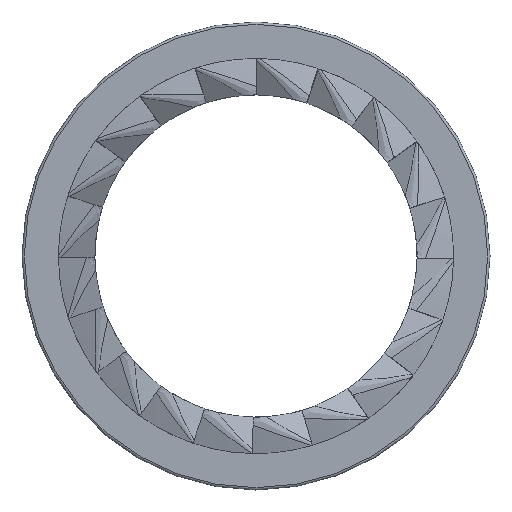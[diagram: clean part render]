
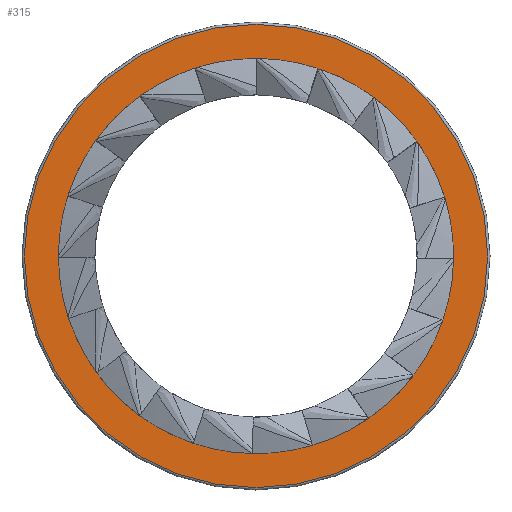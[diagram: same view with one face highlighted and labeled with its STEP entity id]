
A CAD part, left-side view. The second image highlights one B-rep face of the part: STEP entity #315.
In plain terms, the highlighted face is planar.
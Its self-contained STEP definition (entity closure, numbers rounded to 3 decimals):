
#137=PLANE('',#363);
#149=FACE_BOUND('',#174,.T.);
#155=FACE_OUTER_BOUND('',#173,.T.);
#173=EDGE_LOOP('',(#255));
#174=EDGE_LOOP('',(#256));
#192=CIRCLE('',#360,29.7);
#194=CIRCLE('',#364,25.325);
#200=VERTEX_POINT('',#531);
#202=VERTEX_POINT('',#537);
#222=EDGE_CURVE('',#200,#200,#192,.T.);
#224=EDGE_CURVE('',#202,#202,#194,.T.);
#255=ORIENTED_EDGE('',*,*,#222,.F.);
#256=ORIENTED_EDGE('',*,*,#224,.T.);
#315=ADVANCED_FACE('',(#155,#149),#137,.F.);
#360=AXIS2_PLACEMENT_3D('',#532,#418,#419);
#363=AXIS2_PLACEMENT_3D('',#536,#424,#425);
#364=AXIS2_PLACEMENT_3D('',#538,#426,#427);
#418=DIRECTION('center_axis',(0.,0.,1.));
#419=DIRECTION('ref_axis',(-1.,0.,0.));
#424=DIRECTION('center_axis',(0.,0.,1.));
#425=DIRECTION('ref_axis',(1.,0.,0.));
#426=DIRECTION('center_axis',(0.,0.,1.));
#427=DIRECTION('ref_axis',(-1.,0.,0.));
#531=CARTESIAN_POINT('',(29.7,0.,0.));
#532=CARTESIAN_POINT('Origin',(0.,0.,0.));
#536=CARTESIAN_POINT('Origin',(0.,0.,
0.));
#537=CARTESIAN_POINT('',(25.325,0.,0.));
#538=CARTESIAN_POINT('Origin',(0.,0.,0.));
